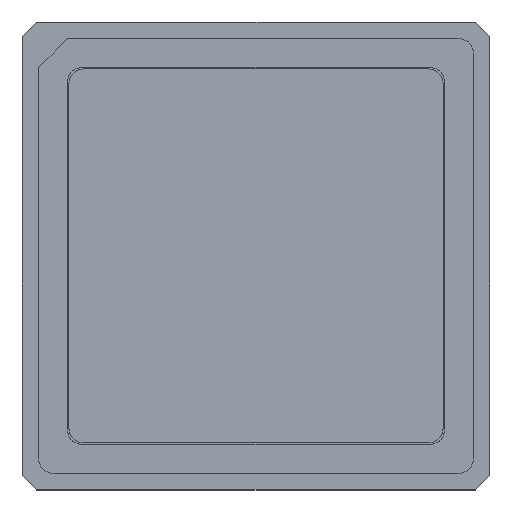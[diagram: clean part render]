
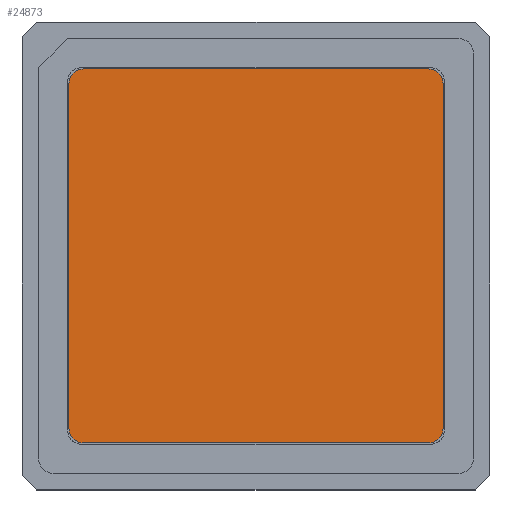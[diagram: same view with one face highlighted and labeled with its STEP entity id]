
A CAD part, top view. The second image highlights one B-rep face of the part: STEP entity #24873.
In plain terms, the highlighted face is planar.
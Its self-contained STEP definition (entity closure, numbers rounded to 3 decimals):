
#24 = DIRECTION ( 'NONE',  ( 1., 0., 0. ) ) ;
#385 = CARTESIAN_POINT ( 'NONE',  ( -30.519, 0.25, -17.208 ) ) ;
#882 = VERTEX_POINT ( 'NONE', #1666 ) ;
#1244 = EDGE_CURVE ( 'NONE', #1707, #7307, #17059, .T. ) ;
#1666 = CARTESIAN_POINT ( 'NONE',  ( -43.469, 0.25, -17.208 ) ) ;
#1707 = VERTEX_POINT ( 'NONE', #17585 ) ;
#2008 = ORIENTED_EDGE ( 'NONE', *, *, #1244, .T. ) ;
#4322 = EDGE_CURVE ( 'NONE', #882, #24093, #24583, .T. ) ;
#4424 = ORIENTED_EDGE ( 'NONE', *, *, #15175, .T. ) ;
#4939 = ORIENTED_EDGE ( 'NONE', *, *, #34904, .T. ) ;
#5349 = VECTOR ( 'NONE', #24, 1000. ) ;
#6203 = CARTESIAN_POINT ( 'NONE',  ( -30.519, 0.25, -29.158 ) ) ;
#6217 = FACE_OUTER_BOUND ( 'NONE', #31128, .T. ) ;
#7307 = VERTEX_POINT ( 'NONE', #17309 ) ;
#7503 = AXIS2_PLACEMENT_3D ( 'NONE', #15729, #42754, #19576 ) ;
#8582 = ORIENTED_EDGE ( 'NONE', *, *, #40145, .T. ) ;
#9134 = CARTESIAN_POINT ( 'NONE',  ( -42.969, 0.25, -17.208 ) ) ;
#9201 = AXIS2_PLACEMENT_3D ( 'NONE', #21885, #18223, #45279 ) ;
#9810 = ORIENTED_EDGE ( 'NONE', *, *, #4322, .T. ) ;
#10096 = EDGE_CURVE ( 'NONE', #26592, #18958, #23589, .T. ) ;
#12165 = DIRECTION ( 'NONE',  ( 0., 1., 0. ) ) ;
#12590 = CARTESIAN_POINT ( 'NONE',  ( -31.019, 0.25, -29.158 ) ) ;
#13058 = DIRECTION ( 'NONE',  ( 0., 0., 1. ) ) ;
#13484 = VECTOR ( 'NONE', #13978, 1000. ) ;
#13978 = DIRECTION ( 'NONE',  ( 0., 0., -1. ) ) ;
#14052 = ORIENTED_EDGE ( 'NONE', *, *, #29020, .T. ) ;
#14395 = PLANE ( 'NONE',  #9201 ) ;
#15175 = EDGE_CURVE ( 'NONE', #42900, #26592, #35573, .T. ) ;
#15666 = ORIENTED_EDGE ( 'NONE', *, *, #29912, .T. ) ;
#15729 = CARTESIAN_POINT ( 'NONE',  ( -42.969, 0.25, -29.158 ) ) ;
#15863 = VECTOR ( 'NONE', #49565, 1000. ) ;
#16409 = DIRECTION ( 'NONE',  ( 0., 0., -1. ) ) ;
#17059 = LINE ( 'NONE', #49737, #15863 ) ;
#17309 = CARTESIAN_POINT ( 'NONE',  ( -42.969, 0.25, -29.658 ) ) ;
#17585 = CARTESIAN_POINT ( 'NONE',  ( -31.019, 0.25, -29.658 ) ) ;
#17617 = LINE ( 'NONE', #48633, #46049 ) ;
#17676 = DIRECTION ( 'NONE',  ( 0., 0., 1. ) ) ;
#17687 = AXIS2_PLACEMENT_3D ( 'NONE', #9134, #36072, #13058 ) ;
#18223 = DIRECTION ( 'NONE',  ( 0., 1., 0. ) ) ;
#18958 = VERTEX_POINT ( 'NONE', #42447 ) ;
#19576 = DIRECTION ( 'NONE',  ( 0., 0., 1. ) ) ;
#21885 = CARTESIAN_POINT ( 'NONE',  ( -31.019, 0.25, -17.208 ) ) ;
#22415 = ORIENTED_EDGE ( 'NONE', *, *, #10096, .T. ) ;
#23016 = CARTESIAN_POINT ( 'NONE',  ( -42.969, 0.25, -16.708 ) ) ;
#23589 = LINE ( 'NONE', #6203, #13484 ) ;
#24093 = VERTEX_POINT ( 'NONE', #39406 ) ;
#24583 = CIRCLE ( 'NONE', #17687, 0.5 ) ;
#24873 = ADVANCED_FACE ( 'NONE', ( #6217 ), #14395, .T. ) ;
#26592 = VERTEX_POINT ( 'NONE', #385 ) ;
#29020 = EDGE_CURVE ( 'NONE', #33693, #882, #17617, .T. ) ;
#29083 = CIRCLE ( 'NONE', #7503, 0.5 ) ;
#29912 = EDGE_CURVE ( 'NONE', #18958, #1707, #44537, .T. ) ;
#31128 = EDGE_LOOP ( 'NONE', ( #4424, #22415, #15666, #2008, #8582, #14052, #9810, #4939 ) ) ;
#32936 = CARTESIAN_POINT ( 'NONE',  ( -43.469, 0.25, -29.158 ) ) ;
#33693 = VERTEX_POINT ( 'NONE', #32936 ) ;
#34868 = LINE ( 'NONE', #23016, #5349 ) ;
#34904 = EDGE_CURVE ( 'NONE', #24093, #42900, #34868, .T. ) ;
#35192 = CARTESIAN_POINT ( 'NONE',  ( -31.019, 0.25, -17.208 ) ) ;
#35573 = CIRCLE ( 'NONE', #41499, 0.5 ) ;
#36072 = DIRECTION ( 'NONE',  ( 0., 1., 0. ) ) ;
#39111 = DIRECTION ( 'NONE',  ( 0., 0., 1. ) ) ;
#39222 = AXIS2_PLACEMENT_3D ( 'NONE', #12590, #39557, #16409 ) ;
#39406 = CARTESIAN_POINT ( 'NONE',  ( -42.969, 0.25, -16.708 ) ) ;
#39557 = DIRECTION ( 'NONE',  ( 0., 1., 0. ) ) ;
#40145 = EDGE_CURVE ( 'NONE', #7307, #33693, #29083, .T. ) ;
#41499 = AXIS2_PLACEMENT_3D ( 'NONE', #35192, #12165, #39111 ) ;
#42447 = CARTESIAN_POINT ( 'NONE',  ( -30.519, 0.25, -29.158 ) ) ;
#42754 = DIRECTION ( 'NONE',  ( 0., 1., 0. ) ) ;
#42900 = VERTEX_POINT ( 'NONE', #49128 ) ;
#44537 = CIRCLE ( 'NONE', #39222, 0.5 ) ;
#45279 = DIRECTION ( 'NONE',  ( 0., 0., 1. ) ) ;
#46049 = VECTOR ( 'NONE', #17676, 1000. ) ;
#48633 = CARTESIAN_POINT ( 'NONE',  ( -43.469, 0.25, -29.158 ) ) ;
#49128 = CARTESIAN_POINT ( 'NONE',  ( -31.019, 0.25, -16.708 ) ) ;
#49565 = DIRECTION ( 'NONE',  ( -1., 0., 0. ) ) ;
#49737 = CARTESIAN_POINT ( 'NONE',  ( -42.969, 0.25, -29.658 ) ) ;
